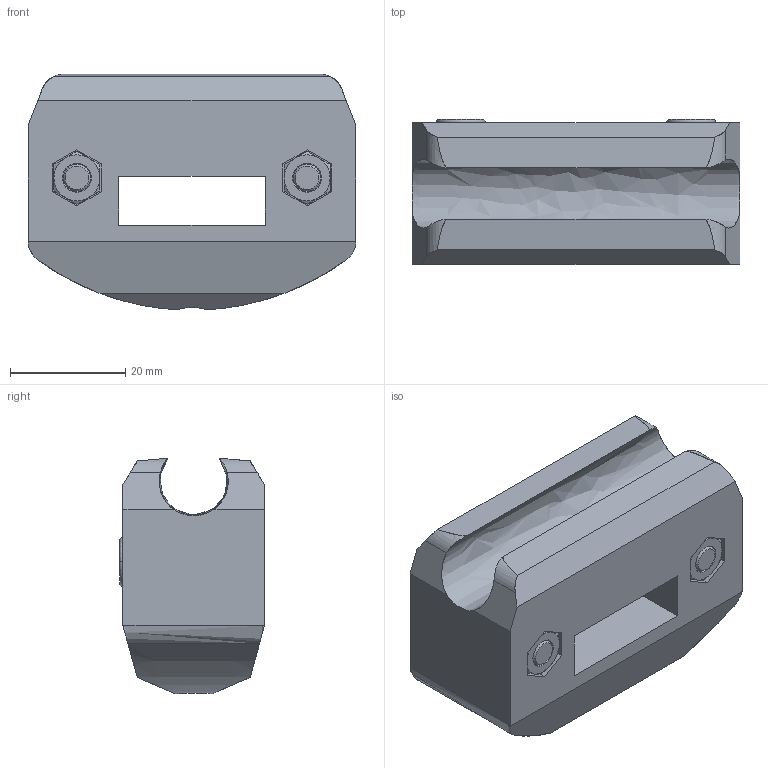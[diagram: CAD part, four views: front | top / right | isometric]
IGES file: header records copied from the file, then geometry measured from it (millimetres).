
Start section:  PTC IGES file: S043768089.igs
Global section: file name: S043768089.igs; native system: Pro/ENGINEER by Parametric Technology Corporation; preprocessor: 2005310; author: RCRU51; organization: Unknown; date: 091015.110324; units: millimetre
Bounding box: 57 x 25.2 x 40.93 mm (x, y, z)
Surface area: 12069.6 mm2 (no closed solid volume)
Topology: 0 solids, 0 shells, 203 faces, 988 edges, 984 vertices
Faces by surface type: bspline 118, revolution 85
